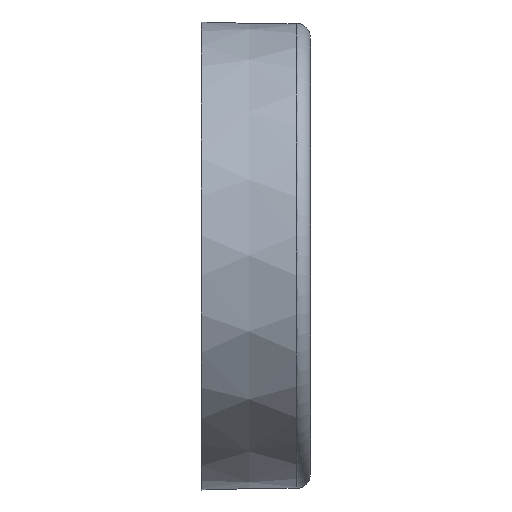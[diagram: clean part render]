
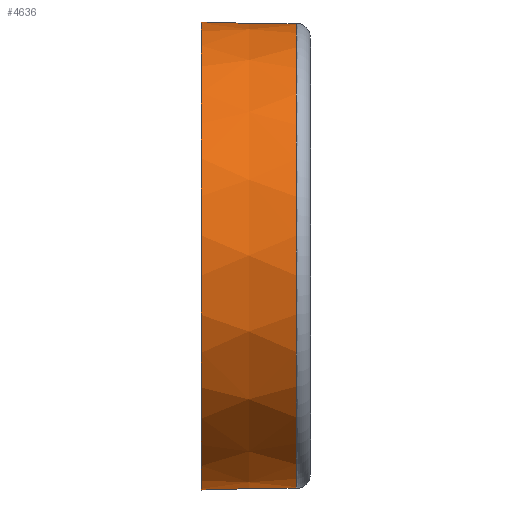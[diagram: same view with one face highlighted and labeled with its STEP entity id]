
A CAD part, top view. The second image highlights one B-rep face of the part: STEP entity #4636.
In plain terms, the highlighted conical face has half-angle 1 degrees and reference radius 7.922 mm.
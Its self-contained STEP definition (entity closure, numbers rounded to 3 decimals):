
#1949=CARTESIAN_POINT('',(38.138,7.251,-18.004));
#1951=CARTESIAN_POINT('',(38.138,7.251,-18.004));
#1952=CARTESIAN_POINT('',(38.459,7.251,-17.998));
#1953=CARTESIAN_POINT('',(39.099,7.249,-17.984));
#1954=CARTESIAN_POINT('',(40.057,7.25,-17.965));
#1955=CARTESIAN_POINT('',(40.694,7.25,-17.953));
#1956=CARTESIAN_POINT('',(41.012,7.25,-17.946));
#1970=CARTESIAN_POINT('',(38.138,14.749,-18.004));
#1971=CARTESIAN_POINT('',(38.459,14.749,-17.998));
#1972=CARTESIAN_POINT('',(39.099,14.751,-17.984));
#1973=CARTESIAN_POINT('',(40.057,14.75,-17.965));
#1974=CARTESIAN_POINT('',(40.694,14.75,-17.953));
#1975=CARTESIAN_POINT('',(41.012,14.75,-17.946));
#1977=CARTESIAN_POINT('',(37.803,11.,-11.));
#1978=DIRECTION('',(1.,0.,0.));
#1979=DIRECTION('',(0.,0.472,-0.882));
#1980=AXIS2_PLACEMENT_3D('',#1977,#1978,#1979);
#1992=DIRECTION('',(1.,0.004,0.017));
#1993=VECTOR('',#1992,0.335);
#1994=CARTESIAN_POINT('',(37.803,7.25,-18.01));
#1995=LINE('',#1994,#1993);
#2011=DIRECTION('',(-1.,0.004,-0.017));
#2012=VECTOR('',#2011,0.335);
#2013=CARTESIAN_POINT('',(38.138,14.749,-18.004));
#2014=LINE('',#2013,#2012);
#2015=CARTESIAN_POINT('',(38.138,14.749,-18.004));
#2123=CARTESIAN_POINT('',(41.012,11.,-11.));
#2124=DIRECTION('',(-1.,0.,0.));
#2125=DIRECTION('',(0.,-0.475,-0.88));
#2126=AXIS2_PLACEMENT_3D('',#2123,#2124,#2125);
#2591=VERTEX_POINT('',#2015);
#2593=VERTEX_POINT('',#1949);
#2594=VERTEX_POINT('',#1975);
#2598=CARTESIAN_POINT('',(37.803,14.75,-18.01));
#2599=CARTESIAN_POINT('',(37.803,7.25,-18.01));
#2600=VERTEX_POINT('',#2598);
#2601=VERTEX_POINT('',#2599);
#2602=CARTESIAN_POINT('',(41.012,7.25,-17.946));
#2603=VERTEX_POINT('',#2602);
#4618=CARTESIAN_POINT('',(39.408,11.,-11.));
#4619=DIRECTION('',(-1.,0.,0.));
#4620=DIRECTION('',(0.,0.,1.));
#4621=AXIS2_PLACEMENT_3D('',#4618,#4619,#4620);
#4622=CONICAL_SURFACE('',#4621,7.922,1.);
#4624=ORIENTED_EDGE('',*,*,#4623,.F.);
#4626=ORIENTED_EDGE('',*,*,#4625,.F.);
#4628=ORIENTED_EDGE('',*,*,#4627,.T.);
#4630=ORIENTED_EDGE('',*,*,#4629,.F.);
#4631=ORIENTED_EDGE('',*,*,#4603,.F.);
#4633=ORIENTED_EDGE('',*,*,#4632,.F.);
#4634=EDGE_LOOP('',(#4624,#4626,#4628,#4630,#4631,#4633));
#4635=FACE_OUTER_BOUND('',#4634,.F.);
#4636=ADVANCED_FACE('',(#4635),#4622,.T.);
#1957=B_SPLINE_CURVE_WITH_KNOTS('',3,(#1951,#1952,#1953,#1954,#1955,#1956),
.UNSPECIFIED.,.F.,.F.,(4,1,1,4),(0.,0.333,0.667,1.),
.UNSPECIFIED.);
#1976=B_SPLINE_CURVE_WITH_KNOTS('',3,(#1970,#1971,#1972,#1973,#1974,#1975),
.UNSPECIFIED.,.F.,.F.,(4,1,1,4),(0.,0.333,0.667,1.),
.UNSPECIFIED.);
#1981=CIRCLE('',#1980,7.95);
#2127=CIRCLE('',#2126,7.894);
#4603=EDGE_CURVE('',#2593,#2603,#1957,.T.);
#4623=EDGE_CURVE('',#2600,#2601,#1981,.T.);
#4625=EDGE_CURVE('',#2591,#2600,#2014,.T.);
#4627=EDGE_CURVE('',#2591,#2594,#1976,.T.);
#4629=EDGE_CURVE('',#2603,#2594,#2127,.T.);
#4632=EDGE_CURVE('',#2601,#2593,#1995,.T.);
